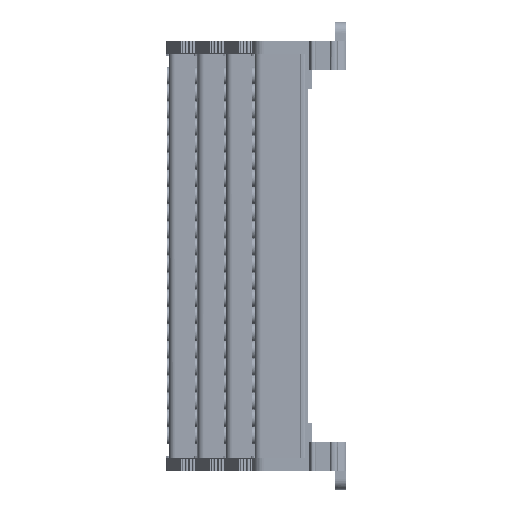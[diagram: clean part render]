
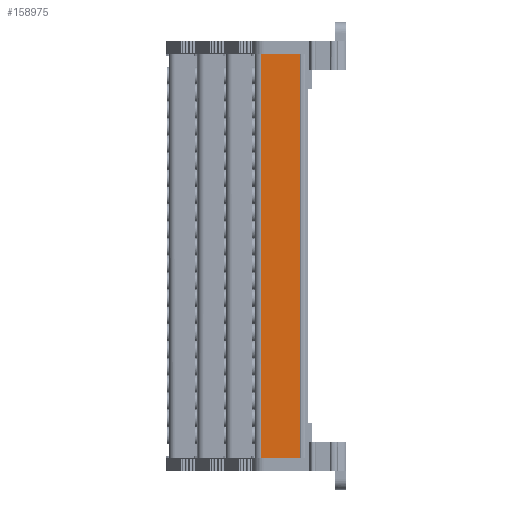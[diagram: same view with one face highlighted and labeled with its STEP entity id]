
A CAD part, left-side view. The second image highlights one B-rep face of the part: STEP entity #158975.
In plain terms, the highlighted planar face has unit normal (-1, 0.018, 0).
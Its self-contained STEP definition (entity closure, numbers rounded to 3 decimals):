
#93345 = LINE ( 'NONE', #93365, #228851 ) ;
#93365 = CARTESIAN_POINT ( 'NONE',  ( -91.737, 81.525, 90.321 ) ) ;
#93366 = DIRECTION ( 'NONE',  ( 0., 0., 1. ) ) ;
#120667 = CARTESIAN_POINT ( 'NONE',  ( -92.068, 62.574, 184.036 ) ) ;
#120704 = DIRECTION ( 'NONE',  ( 0.017, 1., 0. ) ) ;
#120708 = LINE ( 'NONE', #120667, #230240 ) ;
#137060 = B_SPLINE_CURVE_WITH_KNOTS ( 'NONE', 3,
 ( #248073, #248218, #248206, #248263 ),
 .UNSPECIFIED., .F., .F.,
 ( 4, 4 ),
 ( 0., 1. ),
 .UNSPECIFIED. ) ;
#151440 = ORIENTED_EDGE ( 'NONE', *, *, #248428, .F. ) ;
#151476 = ORIENTED_EDGE ( 'NONE', *, *, #248404, .F. ) ;
#151503 = ORIENTED_EDGE ( 'NONE', *, *, #248565, .F. ) ;
#151530 = ORIENTED_EDGE ( 'NONE', *, *, #249814, .T. ) ;
#155712 = EDGE_LOOP ( 'NONE', ( #151476, #151530, #151503, #151440 ) ) ;
#158880 = DIRECTION ( 'NONE',  ( 0.017, 1., 0. ) ) ;
#158895 = FACE_OUTER_BOUND ( 'NONE', #155712, .T. ) ;
#158896 = PLANE ( 'NONE',  #187895 ) ;
#158898 = DIRECTION ( 'NONE',  ( 1., -0.017, 0. ) ) ;
#158901 = CARTESIAN_POINT ( 'NONE',  ( -91.667, 85.522, 77.126 ) ) ;
#158975 = ADVANCED_FACE ( 'NONE', ( #158895 ), #158896, .F. ) ;
#174803 = CARTESIAN_POINT ( 'NONE',  ( -92.068, 62.574, 184.036 ) ) ;
#174895 = CARTESIAN_POINT ( 'NONE',  ( -91.737, 81.525, 184.036 ) ) ;
#187895 = AXIS2_PLACEMENT_3D ( 'NONE', #158901, #158898, #158880 ) ;
#190307 = VERTEX_POINT ( 'NONE', #235687 ) ;
#190341 = VERTEX_POINT ( 'NONE', #235677 ) ;
#213427 = VERTEX_POINT ( 'NONE', #174803 ) ;
#213463 = VERTEX_POINT ( 'NONE', #174895 ) ;
#228523 = VECTOR ( 'NONE', #247855, 1000. ) ;
#228851 = VECTOR ( 'NONE', #93366, 1000. ) ;
#230240 = VECTOR ( 'NONE', #120704, 1000. ) ;
#235677 = CARTESIAN_POINT ( 'NONE',  ( -92.068, 62.574, 0.015 ) ) ;
#235687 = CARTESIAN_POINT ( 'NONE',  ( -91.737, 81.525, 0.015 ) ) ;
#247855 = DIRECTION ( 'NONE',  ( 0., 0., -1. ) ) ;
#247871 = CARTESIAN_POINT ( 'NONE',  ( -92.068, 62.574, 77.126 ) ) ;
#247975 = LINE ( 'NONE', #247871, #228523 ) ;
#248073 = CARTESIAN_POINT ( 'NONE',  ( -92.068, 62.574, 0.015 ) ) ;
#248206 = CARTESIAN_POINT ( 'NONE',  ( -91.847, 75.208, 0.015 ) ) ;
#248218 = CARTESIAN_POINT ( 'NONE',  ( -91.958, 68.891, 0.015 ) ) ;
#248263 = CARTESIAN_POINT ( 'NONE',  ( -91.737, 81.525, 0.015 ) ) ;
#248404 = EDGE_CURVE ( 'NONE', #213427, #190341, #247975, .T. ) ;
#248428 = EDGE_CURVE ( 'NONE', #190341, #190307, #137060, .T. ) ;
#248565 = EDGE_CURVE ( 'NONE', #190307, #213463, #93345, .T. ) ;
#249814 = EDGE_CURVE ( 'NONE', #213427, #213463, #120708, .T. ) ;
